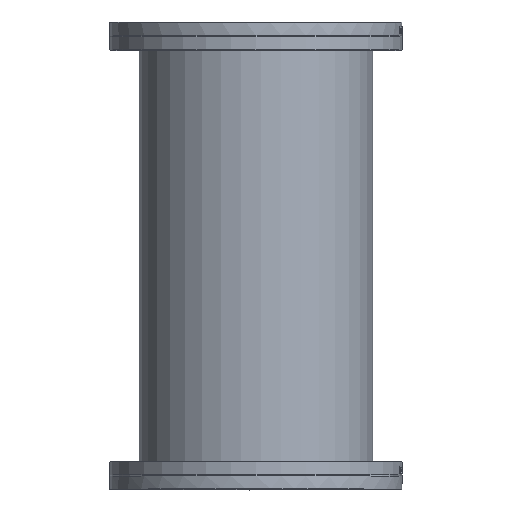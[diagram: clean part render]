
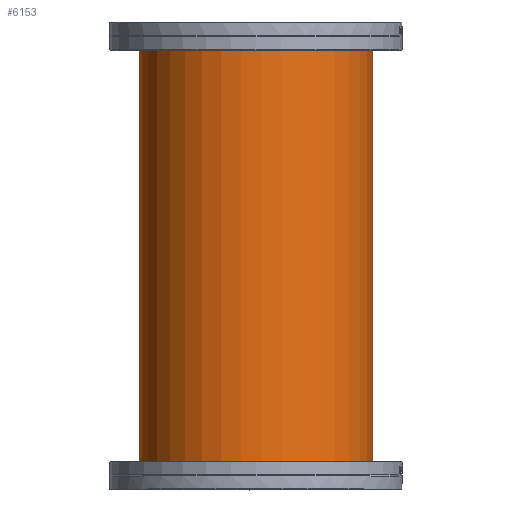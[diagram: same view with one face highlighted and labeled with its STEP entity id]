
A CAD part, top view. The second image highlights one B-rep face of the part: STEP entity #6153.
In plain terms, the highlighted cylindrical face has radius 101.6 mm (diameter 203.2 mm), a full revolution.
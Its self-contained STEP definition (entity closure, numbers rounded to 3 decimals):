
#896=CYLINDRICAL_SURFACE('',#6895,101.6);
#1233=FACE_BOUND('',#2242,.T.);
#1606=FACE_OUTER_BOUND('',#2241,.T.);
#2241=EDGE_LOOP('',(#5668));
#2242=EDGE_LOOP('',(#5669));
#2624=CIRCLE('',#6896,101.6);
#2625=CIRCLE('',#6897,101.6);
#3233=VERTEX_POINT('',#34504);
#3234=VERTEX_POINT('',#34506);
#4046=EDGE_CURVE('',#3233,#3233,#2624,.T.);
#4047=EDGE_CURVE('',#3234,#3234,#2625,.T.);
#5668=ORIENTED_EDGE('',*,*,#4046,.F.);
#5669=ORIENTED_EDGE('',*,*,#4047,.F.);
#6153=ADVANCED_FACE('',(#1606,#1233),#896,.T.);
#6895=AXIS2_PLACEMENT_3D('',#34503,#8426,#8427);
#6896=AXIS2_PLACEMENT_3D('',#34505,#8428,#8429);
#6897=AXIS2_PLACEMENT_3D('',#34507,#8430,#8431);
#8426=DIRECTION('center_axis',(0.,0.,1.));
#8427=DIRECTION('ref_axis',(-1.,0.,0.));
#8428=DIRECTION('center_axis',(0.,0.,1.));
#8429=DIRECTION('ref_axis',(-1.,0.,0.));
#8430=DIRECTION('center_axis',(0.,0.,-1.));
#8431=DIRECTION('ref_axis',(-1.,0.,0.));
#34503=CARTESIAN_POINT('Origin',(0.,0.,0.));
#34504=CARTESIAN_POINT('',(101.6,0.,381.));
#34505=CARTESIAN_POINT('Origin',(0.,0.,381.));
#34506=CARTESIAN_POINT('',(101.6,0.,0.));
#34507=CARTESIAN_POINT('Origin',(0.,0.,0.));
